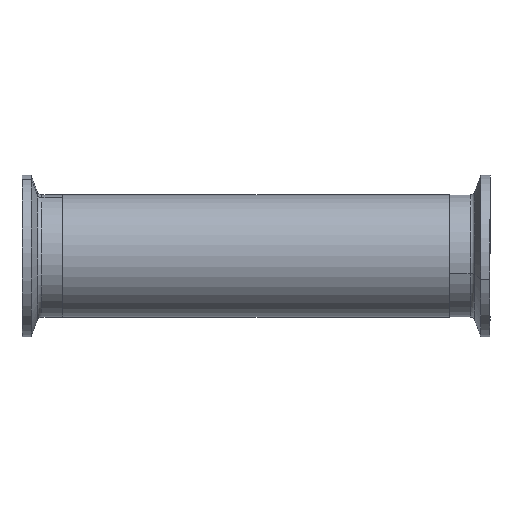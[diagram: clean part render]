
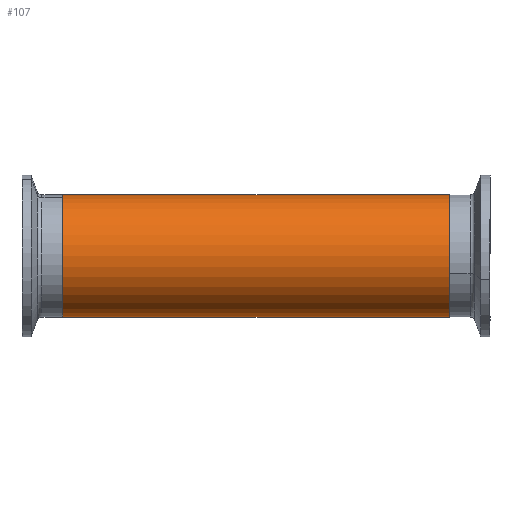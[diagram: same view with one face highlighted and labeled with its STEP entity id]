
A CAD part, front view. The second image highlights one B-rep face of the part: STEP entity #107.
In plain terms, the highlighted cylindrical face has radius 19.05 mm (diameter 38.1 mm), a partial arc.
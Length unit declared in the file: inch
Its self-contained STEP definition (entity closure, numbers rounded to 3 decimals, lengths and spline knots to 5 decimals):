
#107 = ADVANCED_FACE ( 'NONE', ( #1990 ), #2801, .T. ) ;
#154 = EDGE_LOOP ( 'NONE', ( #1020, #2349, #1687, #326 ) ) ;
#326 = ORIENTED_EDGE ( 'NONE', *, *, #2833, .T. ) ;
#364 = EDGE_CURVE ( 'NONE', #2000, #1292, #1487, .T. ) ;
#442 = VECTOR ( 'NONE', #601, 39.37008 ) ;
#477 = DIRECTION ( 'NONE',  ( -1., 0., 0. ) ) ;
#589 = CIRCLE ( 'NONE', #1528, 0.75 ) ;
#601 = DIRECTION ( 'NONE',  ( -1., 0., 0. ) ) ;
#667 = DIRECTION ( 'NONE',  ( 1., 0., 0. ) ) ;
#688 = CARTESIAN_POINT ( 'NONE',  ( 2.37402, 0., 0. ) ) ;
#723 = EDGE_CURVE ( 'NONE', #2000, #2772, #2056, .T. ) ;
#914 = VECTOR ( 'NONE', #1519, 39.37008 ) ;
#940 = CARTESIAN_POINT ( 'NONE',  ( -2.37402, 0., 0. ) ) ;
#1020 = ORIENTED_EDGE ( 'NONE', *, *, #2043, .F. ) ;
#1061 = CARTESIAN_POINT ( 'NONE',  ( 2.37402, 0., -0.75 ) ) ;
#1160 = DIRECTION ( 'NONE',  ( 0., 0., -1. ) ) ;
#1203 = CARTESIAN_POINT ( 'NONE',  ( -2.37402, 0., -0.75 ) ) ;
#1292 = VERTEX_POINT ( 'NONE', #2642 ) ;
#1487 = LINE ( 'NONE', #2847, #914 ) ;
#1510 = CARTESIAN_POINT ( 'NONE',  ( 2.37402, 0., 0.75 ) ) ;
#1519 = DIRECTION ( 'NONE',  ( -1., 0., 0. ) ) ;
#1528 = AXIS2_PLACEMENT_3D ( 'NONE', #940, #2465, #1160 ) ;
#1687 = ORIENTED_EDGE ( 'NONE', *, *, #364, .T. ) ;
#1746 = DIRECTION ( 'NONE',  ( 0., 0., 1. ) ) ;
#1926 = AXIS2_PLACEMENT_3D ( 'NONE', #1987, #667, #2858 ) ;
#1943 = LINE ( 'NONE', #1061, #442 ) ;
#1965 = CARTESIAN_POINT ( 'NONE',  ( 2.37402, 0., -0.75 ) ) ;
#1987 = CARTESIAN_POINT ( 'NONE',  ( 2.37402, 0., 0. ) ) ;
#1990 = FACE_OUTER_BOUND ( 'NONE', #154, .T. ) ;
#2000 = VERTEX_POINT ( 'NONE', #1510 ) ;
#2043 = EDGE_CURVE ( 'NONE', #2772, #2131, #1943, .T. ) ;
#2056 = CIRCLE ( 'NONE', #1926, 0.75 ) ;
#2131 = VERTEX_POINT ( 'NONE', #1203 ) ;
#2349 = ORIENTED_EDGE ( 'NONE', *, *, #723, .F. ) ;
#2465 = DIRECTION ( 'NONE',  ( 1., 0., 0. ) ) ;
#2591 = AXIS2_PLACEMENT_3D ( 'NONE', #688, #477, #1746 ) ;
#2642 = CARTESIAN_POINT ( 'NONE',  ( -2.37402, 0., 0.75 ) ) ;
#2772 = VERTEX_POINT ( 'NONE', #1965 ) ;
#2801 = CYLINDRICAL_SURFACE ( 'NONE', #2591, 0.75 ) ;
#2833 = EDGE_CURVE ( 'NONE', #1292, #2131, #589, .T. ) ;
#2847 = CARTESIAN_POINT ( 'NONE',  ( 2.37402, 0., 0.75 ) ) ;
#2858 = DIRECTION ( 'NONE',  ( 0., 0., -1. ) ) ;
